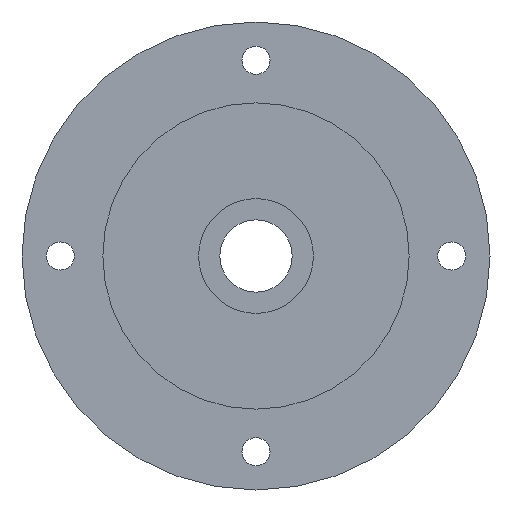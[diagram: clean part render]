
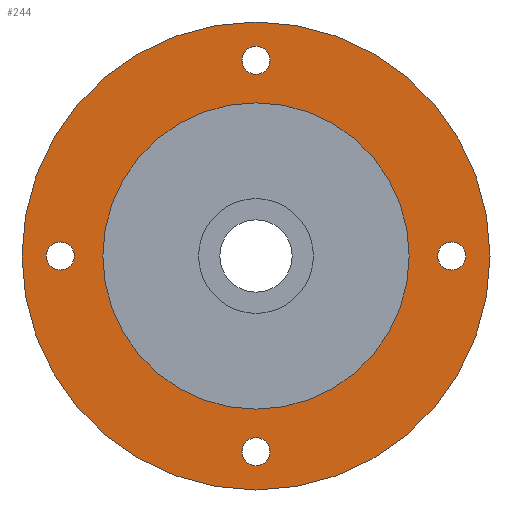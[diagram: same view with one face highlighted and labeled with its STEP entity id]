
A CAD part, left-side view. The second image highlights one B-rep face of the part: STEP entity #244.
In plain terms, the highlighted planar face has unit normal (-1, 0, 0).
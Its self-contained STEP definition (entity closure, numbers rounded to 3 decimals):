
#2 = DIRECTION ( 'NONE',  ( 0., 0., -1. ) ) ;
#8 = DIRECTION ( 'NONE',  ( -1., 0., 0. ) ) ;
#11 = CARTESIAN_POINT ( 'NONE',  ( -5., 46., 0. ) ) ;
#17 = EDGE_LOOP ( 'NONE', ( #268, #101 ) ) ;
#25 = DIRECTION ( 'NONE',  ( 1., 0., 0. ) ) ;
#32 = CIRCLE ( 'NONE', #502, 3.3 ) ;
#45 = DIRECTION ( 'NONE',  ( 1., 0., 0. ) ) ;
#48 = EDGE_CURVE ( 'NONE', #298, #788, #254, .T. ) ;
#50 = FACE_BOUND ( 'NONE', #360, .T. ) ;
#54 = DIRECTION ( 'NONE',  ( 1., 0., 0. ) ) ;
#70 = DIRECTION ( 'NONE',  ( 1., 0., 0. ) ) ;
#71 = EDGE_LOOP ( 'NONE', ( #465, #731 ) ) ;
#89 = VERTEX_POINT ( 'NONE', #749 ) ;
#93 = ORIENTED_EDGE ( 'NONE', *, *, #473, .T. ) ;
#97 = EDGE_LOOP ( 'NONE', ( #250, #486 ) ) ;
#101 = ORIENTED_EDGE ( 'NONE', *, *, #688, .T. ) ;
#105 = DIRECTION ( 'NONE',  ( 0., 0., 1. ) ) ;
#107 = FACE_BOUND ( 'NONE', #475, .T. ) ;
#110 = AXIS2_PLACEMENT_3D ( 'NONE', #224, #310, #2 ) ;
#119 = EDGE_CURVE ( 'NONE', #89, #790, #727, .T. ) ;
#132 = EDGE_CURVE ( 'NONE', #194, #157, #692, .T. ) ;
#148 = VERTEX_POINT ( 'NONE', #511 ) ;
#157 = VERTEX_POINT ( 'NONE', #573 ) ;
#167 = VERTEX_POINT ( 'NONE', #395 ) ;
#171 = DIRECTION ( 'NONE',  ( 0., 0., -1. ) ) ;
#175 = DIRECTION ( 'NONE',  ( -1., 0., 0. ) ) ;
#190 = EDGE_CURVE ( 'NONE', #790, #89, #227, .T. ) ;
#194 = VERTEX_POINT ( 'NONE', #387 ) ;
#208 = CARTESIAN_POINT ( 'NONE',  ( -5., 0., 42.7 ) ) ;
#224 = CARTESIAN_POINT ( 'NONE',  ( -5., -46., 0. ) ) ;
#226 = CARTESIAN_POINT ( 'NONE',  ( -5., 0., -36. ) ) ;
#227 = CIRCLE ( 'NONE', #554, 3.3 ) ;
#243 = DIRECTION ( 'NONE',  ( 0., 0., -1. ) ) ;
#244 = ADVANCED_FACE ( 'NONE', ( #571, #435, #380, #50, #107, #826 ), #367, .F. ) ;
#248 = DIRECTION ( 'NONE',  ( 0., 0., -1. ) ) ;
#249 = DIRECTION ( 'NONE',  ( 0., 0., 1. ) ) ;
#250 = ORIENTED_EDGE ( 'NONE', *, *, #119, .T. ) ;
#254 = CIRCLE ( 'NONE', #725, 55. ) ;
#255 = CIRCLE ( 'NONE', #729, 36. ) ;
#259 = CIRCLE ( 'NONE', #372, 3.3 ) ;
#262 = EDGE_CURVE ( 'NONE', #471, #539, #32, .T. ) ;
#268 = ORIENTED_EDGE ( 'NONE', *, *, #280, .T. ) ;
#280 = EDGE_CURVE ( 'NONE', #434, #148, #635, .T. ) ;
#291 = EDGE_CURVE ( 'NONE', #167, #536, #255, .T. ) ;
#298 = VERTEX_POINT ( 'NONE', #616 ) ;
#310 = DIRECTION ( 'NONE',  ( 1., 0., 0. ) ) ;
#311 = DIRECTION ( 'NONE',  ( 0., 0., 1. ) ) ;
#326 = CARTESIAN_POINT ( 'NONE',  ( -5., 0., 0. ) ) ;
#329 = DIRECTION ( 'NONE',  ( 0., 0., -1. ) ) ;
#360 = EDGE_LOOP ( 'NONE', ( #767, #93 ) ) ;
#361 = DIRECTION ( 'NONE',  ( -1., 0., 0. ) ) ;
#367 = PLANE ( 'NONE',  #796 ) ;
#372 = AXIS2_PLACEMENT_3D ( 'NONE', #498, #70, #451 ) ;
#380 = FACE_BOUND ( 'NONE', #589, .T. ) ;
#387 = CARTESIAN_POINT ( 'NONE',  ( -5., 46., -3.3 ) ) ;
#395 = CARTESIAN_POINT ( 'NONE',  ( -5., 0., 36. ) ) ;
#400 = AXIS2_PLACEMENT_3D ( 'NONE', #820, #699, #311 ) ;
#401 = CARTESIAN_POINT ( 'NONE',  ( -5., -46., 3.3 ) ) ;
#413 = AXIS2_PLACEMENT_3D ( 'NONE', #326, #8, #249 ) ;
#434 = VERTEX_POINT ( 'NONE', #208 ) ;
#435 = FACE_BOUND ( 'NONE', #97, .T. ) ;
#445 = CARTESIAN_POINT ( 'NONE',  ( -5., -46., 0. ) ) ;
#450 = DIRECTION ( 'NONE',  ( 1., 0., 0. ) ) ;
#451 = DIRECTION ( 'NONE',  ( 0., 0., -1. ) ) ;
#465 = ORIENTED_EDGE ( 'NONE', *, *, #698, .T. ) ;
#471 = VERTEX_POINT ( 'NONE', #713 ) ;
#473 = EDGE_CURVE ( 'NONE', #157, #194, #757, .T. ) ;
#475 = EDGE_LOOP ( 'NONE', ( #656, #809 ) ) ;
#486 = ORIENTED_EDGE ( 'NONE', *, *, #190, .T. ) ;
#498 = CARTESIAN_POINT ( 'NONE',  ( -5., 0., 46. ) ) ;
#500 = CARTESIAN_POINT ( 'NONE',  ( -5., 0., -46. ) ) ;
#502 = AXIS2_PLACEMENT_3D ( 'NONE', #500, #689, #243 ) ;
#511 = CARTESIAN_POINT ( 'NONE',  ( -5., 0., 49.3 ) ) ;
#531 = ORIENTED_EDGE ( 'NONE', *, *, #672, .T. ) ;
#534 = DIRECTION ( 'NONE',  ( 0., 0., -1. ) ) ;
#536 = VERTEX_POINT ( 'NONE', #226 ) ;
#539 = VERTEX_POINT ( 'NONE', #556 ) ;
#554 = AXIS2_PLACEMENT_3D ( 'NONE', #445, #702, #329 ) ;
#556 = CARTESIAN_POINT ( 'NONE',  ( -5., 0., -42.7 ) ) ;
#557 = CIRCLE ( 'NONE', #667, 3.3 ) ;
#562 = CARTESIAN_POINT ( 'NONE',  ( -5., 36., 0. ) ) ;
#563 = CARTESIAN_POINT ( 'NONE',  ( -5., 0., 0. ) ) ;
#568 = CARTESIAN_POINT ( 'NONE',  ( -5., 0., -46. ) ) ;
#571 = FACE_BOUND ( 'NONE', #17, .T. ) ;
#573 = CARTESIAN_POINT ( 'NONE',  ( -5., 46., 3.3 ) ) ;
#586 = CARTESIAN_POINT ( 'NONE',  ( -5., 0., 55. ) ) ;
#589 = EDGE_LOOP ( 'NONE', ( #792, #531 ) ) ;
#594 = CIRCLE ( 'NONE', #413, 36. ) ;
#598 = CARTESIAN_POINT ( 'NONE',  ( -5., 46., 0. ) ) ;
#616 = CARTESIAN_POINT ( 'NONE',  ( -5., 0., -55. ) ) ;
#631 = EDGE_CURVE ( 'NONE', #536, #167, #594, .T. ) ;
#632 = CARTESIAN_POINT ( 'NONE',  ( -5., 0., 0. ) ) ;
#635 = CIRCLE ( 'NONE', #719, 3.3 ) ;
#636 = DIRECTION ( 'NONE',  ( 1., 0., 0. ) ) ;
#656 = ORIENTED_EDGE ( 'NONE', *, *, #291, .F. ) ;
#667 = AXIS2_PLACEMENT_3D ( 'NONE', #568, #636, #824 ) ;
#672 = EDGE_CURVE ( 'NONE', #539, #471, #557, .T. ) ;
#688 = EDGE_CURVE ( 'NONE', #148, #434, #259, .T. ) ;
#689 = DIRECTION ( 'NONE',  ( 1., 0., 0. ) ) ;
#692 = CIRCLE ( 'NONE', #794, 3.3 ) ;
#698 = EDGE_CURVE ( 'NONE', #788, #298, #772, .T. ) ;
#699 = DIRECTION ( 'NONE',  ( -1., 0., 0. ) ) ;
#702 = DIRECTION ( 'NONE',  ( 1., 0., 0. ) ) ;
#713 = CARTESIAN_POINT ( 'NONE',  ( -5., 0., -49.3 ) ) ;
#719 = AXIS2_PLACEMENT_3D ( 'NONE', #764, #45, #171 ) ;
#720 = AXIS2_PLACEMENT_3D ( 'NONE', #598, #25, #534 ) ;
#725 = AXIS2_PLACEMENT_3D ( 'NONE', #563, #361, #810 ) ;
#727 = CIRCLE ( 'NONE', #110, 3.3 ) ;
#729 = AXIS2_PLACEMENT_3D ( 'NONE', #632, #175, #105 ) ;
#731 = ORIENTED_EDGE ( 'NONE', *, *, #48, .T. ) ;
#749 = CARTESIAN_POINT ( 'NONE',  ( -5., -46., -3.3 ) ) ;
#757 = CIRCLE ( 'NONE', #720, 3.3 ) ;
#764 = CARTESIAN_POINT ( 'NONE',  ( -5., 0., 46. ) ) ;
#767 = ORIENTED_EDGE ( 'NONE', *, *, #132, .T. ) ;
#772 = CIRCLE ( 'NONE', #400, 55. ) ;
#788 = VERTEX_POINT ( 'NONE', #586 ) ;
#790 = VERTEX_POINT ( 'NONE', #401 ) ;
#792 = ORIENTED_EDGE ( 'NONE', *, *, #262, .T. ) ;
#794 = AXIS2_PLACEMENT_3D ( 'NONE', #11, #450, #248 ) ;
#796 = AXIS2_PLACEMENT_3D ( 'NONE', #562, #54, #822 ) ;
#809 = ORIENTED_EDGE ( 'NONE', *, *, #631, .F. ) ;
#810 = DIRECTION ( 'NONE',  ( 0., 0., 1. ) ) ;
#820 = CARTESIAN_POINT ( 'NONE',  ( -5., 0., 0. ) ) ;
#822 = DIRECTION ( 'NONE',  ( 0., 0., -1. ) ) ;
#824 = DIRECTION ( 'NONE',  ( 0., 0., -1. ) ) ;
#826 = FACE_OUTER_BOUND ( 'NONE', #71, .T. ) ;
